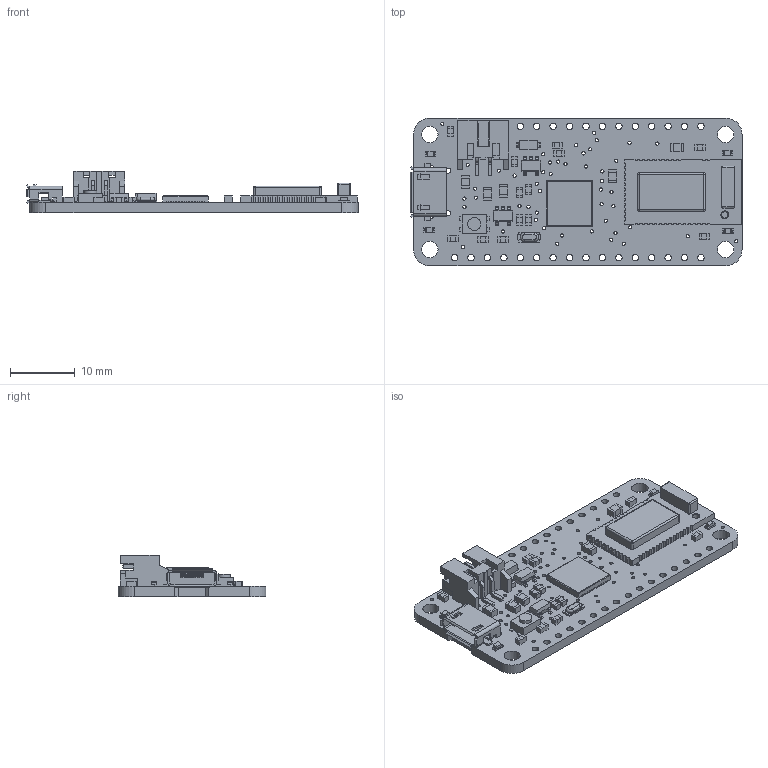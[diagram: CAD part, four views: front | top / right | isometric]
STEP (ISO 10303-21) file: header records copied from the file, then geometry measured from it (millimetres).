
FILE_DESCRIPTION(/* description */ (''),/* implementation_level */ '2;1');
FILE_NAME(/* name */ 'PCB Component.step',/* time_stamp */ '2022-12-09T10:20:28-05:00',/* author */ (''),/* organization */ (''),/* preprocessor_version */ 'ST-DEVELOPER v19.2',/* originating_system */ 'Autodesk Translation Framework v11.17.0.187',/* authorisation */ '');
FILE_SCHEMA (('AUTOMOTIVE_DESIGN { 1 0 10303 214 3 1 1 }'));
Length unit declared in the file: millimetre
Products named in the file (13): PCB Component; Board; 10uF; 2.2K; BLUE; SPST_TACT-KMR2; microUSB; MCP73831T-2ACI/OT; MBR120; JSTPH; ATSAMD21G18_QFN; 32.768; MBT40
Assembly tree (32 placements, depth 2):
  PCB Component
    Board
    10uF  x5
    2.2K  x13
    BLUE  x4
    SPST_TACT-KMR2
    microUSB
    MCP73831T-2ACI/OT  x2
    MBR120
    JSTPH
    ATSAMD21G18_QFN
    32.768
    MBT40
Bounding box: 51.34 x 22.86 x 6.37 mm (x, y, z)
Volume: 2273.7 mm3; surface area: 4493.4 mm2
Topology: 81 solids, 81 shells, 1892 faces, 5123 edges, 3364 vertices
Faces by surface type: plane 1519, cylinder 350, bspline 16, sphere 4, torus 2, cone 1
Full cylindrical faces by diameter (mm): 0.5 x69, 0.7 x2, 0.8 x2, 0.9 x1, 1 x29, 2 x1, 2.5 x2, 2.54 x2
Entity records: 46268 total; most frequent: CARTESIAN_POINT 7924, ORIENTED_EDGE 7730, DIRECTION 7401, EDGE_CURVE 3865, LINE 3211, VECTOR 3211, VERTEX_POINT 2530, AXIS2_PLACEMENT_3D 2095
